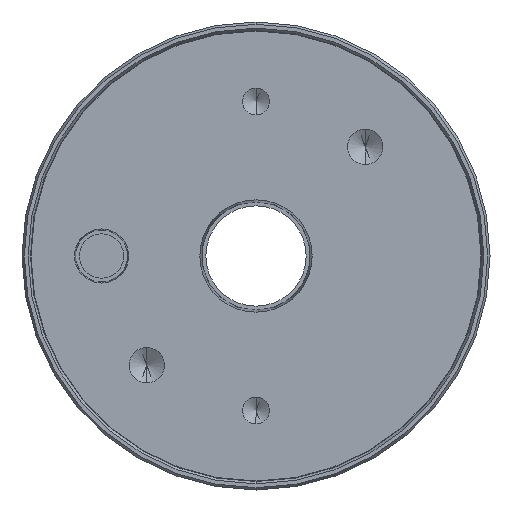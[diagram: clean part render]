
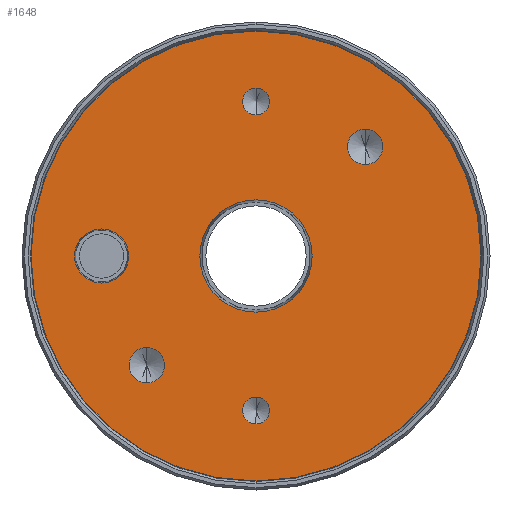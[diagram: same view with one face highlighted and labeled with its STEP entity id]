
A CAD part, front view. The second image highlights one B-rep face of the part: STEP entity #1648.
In plain terms, the highlighted planar face has unit normal (0, -1, 0).
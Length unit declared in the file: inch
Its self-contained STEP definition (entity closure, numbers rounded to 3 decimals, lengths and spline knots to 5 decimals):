
#28 = DIRECTION ( 'NONE',  ( 0., 0., 1. ) ) ;
#35 = CIRCLE ( 'NONE', #394, 0.2025 ) ;
#76 = EDGE_CURVE ( 'NONE', #2607, #2213, #2484, .T. ) ;
#116 = VERTEX_POINT ( 'NONE', #2684 ) ;
#138 = VERTEX_POINT ( 'NONE', #2184 ) ;
#170 = VERTEX_POINT ( 'NONE', #1826 ) ;
#176 = AXIS2_PLACEMENT_3D ( 'NONE', #361, #3003, #831 ) ;
#281 = CIRCLE ( 'NONE', #599, 0.42 ) ;
#309 = ORIENTED_EDGE ( 'NONE', *, *, #2951, .T. ) ;
#311 = CARTESIAN_POINT ( 'NONE',  ( 0., 0., 0. ) ) ;
#334 = EDGE_CURVE ( 'NONE', #2611, #170, #1117, .T. ) ;
#342 = ORIENTED_EDGE ( 'NONE', *, *, #334, .T. ) ;
#361 = CARTESIAN_POINT ( 'NONE',  ( 0., 0., -1.155 ) ) ;
#371 = ORIENTED_EDGE ( 'NONE', *, *, #3123, .F. ) ;
#387 = CIRCLE ( 'NONE', #1732, 0.2025 ) ;
#394 = AXIS2_PLACEMENT_3D ( 'NONE', #639, #1635, #2828 ) ;
#396 = EDGE_CURVE ( 'NONE', #3121, #2573, #2443, .T. ) ;
#417 = CARTESIAN_POINT ( 'NONE',  ( 0., 0., -1.155 ) ) ;
#418 = DIRECTION ( 'NONE',  ( 0., 0., 1. ) ) ;
#462 = ORIENTED_EDGE ( 'NONE', *, *, #76, .F. ) ;
#552 = ORIENTED_EDGE ( 'NONE', *, *, #1268, .F. ) ;
#556 = ORIENTED_EDGE ( 'NONE', *, *, #1821, .F. ) ;
#559 = VERTEX_POINT ( 'NONE', #2574 ) ;
#599 = AXIS2_PLACEMENT_3D ( 'NONE', #668, #3099, #2853 ) ;
#600 = CARTESIAN_POINT ( 'NONE',  ( 0., 0., 0.42 ) ) ;
#612 = ORIENTED_EDGE ( 'NONE', *, *, #3178, .F. ) ;
#639 = CARTESIAN_POINT ( 'NONE',  ( -1.155, 0., 0. ) ) ;
#645 = AXIS2_PLACEMENT_3D ( 'NONE', #417, #1398, #1163 ) ;
#653 = EDGE_CURVE ( 'NONE', #559, #3148, #2687, .T. ) ;
#658 = AXIS2_PLACEMENT_3D ( 'NONE', #1153, #1190, #659 ) ;
#659 = DIRECTION ( 'NONE',  ( 0., 0., 1. ) ) ;
#666 = FACE_BOUND ( 'NONE', #777, .T. ) ;
#668 = CARTESIAN_POINT ( 'NONE',  ( 0., 0., 0. ) ) ;
#731 = ORIENTED_EDGE ( 'NONE', *, *, #653, .F. ) ;
#754 = CARTESIAN_POINT ( 'NONE',  ( 0., 0., 1.155 ) ) ;
#777 = EDGE_LOOP ( 'NONE', ( #371, #462 ) ) ;
#795 = CIRCLE ( 'NONE', #176, 0.1005 ) ;
#801 = CIRCLE ( 'NONE', #645, 0.1005 ) ;
#815 = VERTEX_POINT ( 'NONE', #2618 ) ;
#831 = DIRECTION ( 'NONE',  ( 0., 0., 1. ) ) ;
#869 = FACE_BOUND ( 'NONE', #2727, .T. ) ;
#880 = FACE_BOUND ( 'NONE', #2166, .T. ) ;
#939 = VERTEX_POINT ( 'NONE', #2928 ) ;
#966 = EDGE_CURVE ( 'NONE', #3148, #559, #1155, .T. ) ;
#975 = DIRECTION ( 'NONE',  ( 0., 0., -1. ) ) ;
#993 = DIRECTION ( 'NONE',  ( 0., -1., 0. ) ) ;
#1000 = CIRCLE ( 'NONE', #658, 0.13281 ) ;
#1003 = AXIS2_PLACEMENT_3D ( 'NONE', #2035, #993, #3040 ) ;
#1014 = DIRECTION ( 'NONE',  ( 0., 1., 0. ) ) ;
#1025 = EDGE_LOOP ( 'NONE', ( #556, #1889 ) ) ;
#1043 = DIRECTION ( 'NONE',  ( 0., 0., 1. ) ) ;
#1050 = DIRECTION ( 'NONE',  ( 0., -1., 0. ) ) ;
#1117 = CIRCLE ( 'NONE', #2770, 1.6825 ) ;
#1153 = CARTESIAN_POINT ( 'NONE',  ( -0.81671, 0., -0.81671 ) ) ;
#1155 = CIRCLE ( 'NONE', #1964, 0.1005 ) ;
#1163 = DIRECTION ( 'NONE',  ( 0., 0., 1. ) ) ;
#1190 = DIRECTION ( 'NONE',  ( 0., -1., 0. ) ) ;
#1205 = DIRECTION ( 'NONE',  ( 0., 0., 1. ) ) ;
#1230 = ORIENTED_EDGE ( 'NONE', *, *, #1740, .F. ) ;
#1243 = EDGE_CURVE ( 'NONE', #138, #939, #801, .T. ) ;
#1268 = EDGE_CURVE ( 'NONE', #2573, #3121, #281, .T. ) ;
#1301 = DIRECTION ( 'NONE',  ( 0., 0., 1. ) ) ;
#1307 = AXIS2_PLACEMENT_3D ( 'NONE', #2238, #2027, #1043 ) ;
#1343 = CARTESIAN_POINT ( 'NONE',  ( -1.155, 0., 0. ) ) ;
#1398 = DIRECTION ( 'NONE',  ( 0., -1., 0. ) ) ;
#1410 = FACE_BOUND ( 'NONE', #2065, .T. ) ;
#1467 = AXIS2_PLACEMENT_3D ( 'NONE', #1810, #2042, #1794 ) ;
#1542 = VERTEX_POINT ( 'NONE', #1554 ) ;
#1554 = CARTESIAN_POINT ( 'NONE',  ( -1.155, 0., -0.2025 ) ) ;
#1635 = DIRECTION ( 'NONE',  ( 0., -1., 0. ) ) ;
#1648 = ADVANCED_FACE ( 'NONE', ( #666, #1410, #2165, #880, #869, #2600, #1855 ), #2842, .F. ) ;
#1687 = AXIS2_PLACEMENT_3D ( 'NONE', #311, #1050, #1301 ) ;
#1732 = AXIS2_PLACEMENT_3D ( 'NONE', #1343, #3060, #2313 ) ;
#1740 = EDGE_CURVE ( 'NONE', #116, #815, #2855, .T. ) ;
#1760 = DIRECTION ( 'NONE',  ( 0., -1., 0. ) ) ;
#1794 = DIRECTION ( 'NONE',  ( 0., 0., 1. ) ) ;
#1810 = CARTESIAN_POINT ( 'NONE',  ( 0.81671, 0., 0.81671 ) ) ;
#1821 = EDGE_CURVE ( 'NONE', #939, #138, #795, .T. ) ;
#1826 = CARTESIAN_POINT ( 'NONE',  ( 0., 0., -1.6825 ) ) ;
#1847 = EDGE_LOOP ( 'NONE', ( #552, #2562 ) ) ;
#1855 = FACE_OUTER_BOUND ( 'NONE', #2366, .T. ) ;
#1889 = ORIENTED_EDGE ( 'NONE', *, *, #1243, .F. ) ;
#1964 = AXIS2_PLACEMENT_3D ( 'NONE', #754, #2682, #1205 ) ;
#2027 = DIRECTION ( 'NONE',  ( 0., -1., 0. ) ) ;
#2035 = CARTESIAN_POINT ( 'NONE',  ( 0.81671, 0., 0.81671 ) ) ;
#2042 = DIRECTION ( 'NONE',  ( 0., -1., 0. ) ) ;
#2065 = EDGE_LOOP ( 'NONE', ( #612, #1230 ) ) ;
#2084 = ORIENTED_EDGE ( 'NONE', *, *, #2625, .F. ) ;
#2099 = CIRCLE ( 'NONE', #1687, 1.6825 ) ;
#2153 = AXIS2_PLACEMENT_3D ( 'NONE', #2845, #1014, #975 ) ;
#2165 = FACE_BOUND ( 'NONE', #1025, .T. ) ;
#2166 = EDGE_LOOP ( 'NONE', ( #731, #2540 ) ) ;
#2182 = AXIS2_PLACEMENT_3D ( 'NONE', #2391, #2373, #418 ) ;
#2184 = CARTESIAN_POINT ( 'NONE',  ( 0., 0., -1.2555 ) ) ;
#2213 = VERTEX_POINT ( 'NONE', #2307 ) ;
#2227 = DIRECTION ( 'NONE',  ( 0., -1., 0. ) ) ;
#2238 = CARTESIAN_POINT ( 'NONE',  ( 0., 0., 1.155 ) ) ;
#2307 = CARTESIAN_POINT ( 'NONE',  ( -0.81671, 0., -0.68389 ) ) ;
#2313 = DIRECTION ( 'NONE',  ( 0., 0., 1. ) ) ;
#2366 = EDGE_LOOP ( 'NONE', ( #342, #309 ) ) ;
#2373 = DIRECTION ( 'NONE',  ( 0., -1., 0. ) ) ;
#2378 = ORIENTED_EDGE ( 'NONE', *, *, #2798, .F. ) ;
#2391 = CARTESIAN_POINT ( 'NONE',  ( -0.81671, 0., -0.81671 ) ) ;
#2428 = DIRECTION ( 'NONE',  ( 0., 0., 1. ) ) ;
#2443 = CIRCLE ( 'NONE', #2871, 0.42 ) ;
#2477 = CARTESIAN_POINT ( 'NONE',  ( 0., 0., 0. ) ) ;
#2484 = CIRCLE ( 'NONE', #2182, 0.13281 ) ;
#2540 = ORIENTED_EDGE ( 'NONE', *, *, #966, .F. ) ;
#2562 = ORIENTED_EDGE ( 'NONE', *, *, #396, .F. ) ;
#2573 = VERTEX_POINT ( 'NONE', #600 ) ;
#2574 = CARTESIAN_POINT ( 'NONE',  ( 0., 0., 1.2555 ) ) ;
#2600 = FACE_BOUND ( 'NONE', #1847, .T. ) ;
#2607 = VERTEX_POINT ( 'NONE', #3032 ) ;
#2611 = VERTEX_POINT ( 'NONE', #2717 ) ;
#2618 = CARTESIAN_POINT ( 'NONE',  ( 0.81671, 0., 0.94952 ) ) ;
#2625 = EDGE_CURVE ( 'NONE', #1542, #3124, #387, .T. ) ;
#2678 = CARTESIAN_POINT ( 'NONE',  ( -1.155, 0., 0.2025 ) ) ;
#2682 = DIRECTION ( 'NONE',  ( 0., -1., 0. ) ) ;
#2684 = CARTESIAN_POINT ( 'NONE',  ( 0.81671, 0., 0.68389 ) ) ;
#2687 = CIRCLE ( 'NONE', #1307, 0.1005 ) ;
#2716 = CIRCLE ( 'NONE', #1003, 0.13281 ) ;
#2717 = CARTESIAN_POINT ( 'NONE',  ( 0., 0., 1.6825 ) ) ;
#2727 = EDGE_LOOP ( 'NONE', ( #2378, #2084 ) ) ;
#2770 = AXIS2_PLACEMENT_3D ( 'NONE', #2477, #1760, #2428 ) ;
#2798 = EDGE_CURVE ( 'NONE', #3124, #1542, #35, .T. ) ;
#2828 = DIRECTION ( 'NONE',  ( 0., 0., 1. ) ) ;
#2842 = PLANE ( 'NONE',  #2153 ) ;
#2845 = CARTESIAN_POINT ( 'NONE',  ( 0., 0., 0. ) ) ;
#2853 = DIRECTION ( 'NONE',  ( 0., 0., 1. ) ) ;
#2855 = CIRCLE ( 'NONE', #1467, 0.13281 ) ;
#2871 = AXIS2_PLACEMENT_3D ( 'NONE', #3158, #2227, #28 ) ;
#2903 = CARTESIAN_POINT ( 'NONE',  ( 0., 0., 1.0545 ) ) ;
#2928 = CARTESIAN_POINT ( 'NONE',  ( 0., 0., -1.0545 ) ) ;
#2951 = EDGE_CURVE ( 'NONE', #170, #2611, #2099, .T. ) ;
#3003 = DIRECTION ( 'NONE',  ( 0., -1., 0. ) ) ;
#3032 = CARTESIAN_POINT ( 'NONE',  ( -0.81671, 0., -0.94952 ) ) ;
#3040 = DIRECTION ( 'NONE',  ( 0., 0., 1. ) ) ;
#3060 = DIRECTION ( 'NONE',  ( 0., -1., 0. ) ) ;
#3099 = DIRECTION ( 'NONE',  ( 0., -1., 0. ) ) ;
#3121 = VERTEX_POINT ( 'NONE', #3122 ) ;
#3122 = CARTESIAN_POINT ( 'NONE',  ( 0., 0., -0.42 ) ) ;
#3123 = EDGE_CURVE ( 'NONE', #2213, #2607, #1000, .T. ) ;
#3124 = VERTEX_POINT ( 'NONE', #2678 ) ;
#3148 = VERTEX_POINT ( 'NONE', #2903 ) ;
#3158 = CARTESIAN_POINT ( 'NONE',  ( 0., 0., 0. ) ) ;
#3178 = EDGE_CURVE ( 'NONE', #815, #116, #2716, .T. ) ;
